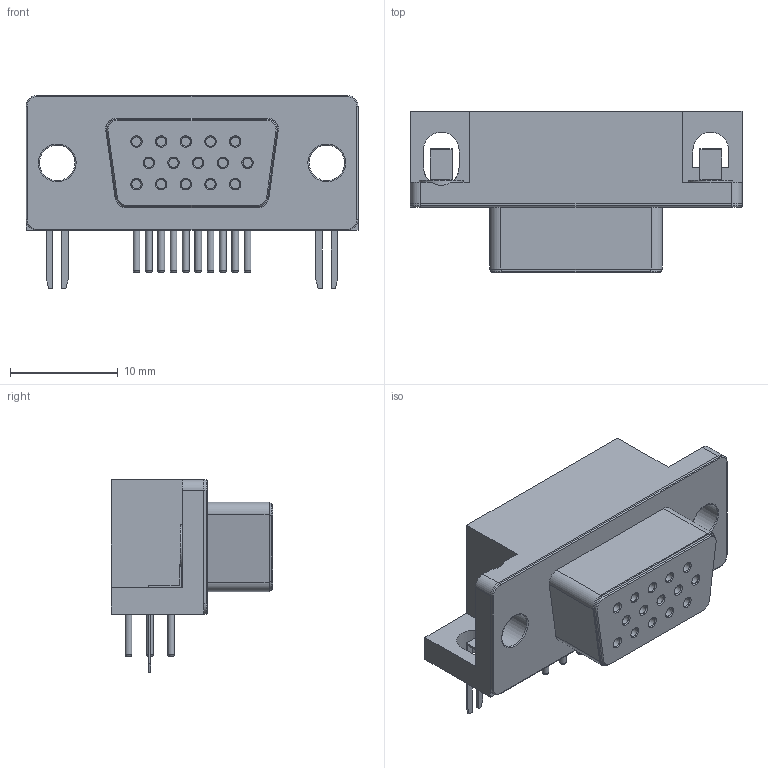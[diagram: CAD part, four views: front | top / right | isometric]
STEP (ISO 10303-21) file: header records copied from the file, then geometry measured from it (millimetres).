
FILE_DESCRIPTION(/* description */ ('model of DSUB-15-HD_Female_Horizontal_P2.29x1.98mm_EdgePinOffset3.03mm_Housed_MountingHolesOffset4.94mm'),/* implementation_level */ '2;1');
FILE_NAME(/* name */ 'DSUB-15-HD_Female_Horizontal_P2.29x1.98mm_EdgePinOffset3.03mm_Housed_MountingHolesOffset4.94mm.step',/* time_stamp */ '2020-01-10T18:38:32',/* author */ ('kicad StepUp','ksu'),/* organization */ ('FreeCAD'),/* preprocessor_version */ 'OCC',/* originating_system */ 'kicad StepUp',/* authorisation */ '');
FILE_SCHEMA(('AUTOMOTIVE_DESIGN { 1 0 10303 214 1 1 1 1 }'));
Length unit declared in the file: millimetre
Products named in the file (1): DSUB-15-HD_Female_Horizontal_P2.29x1.98mm_EdgePinOffset3.03mm_Housed_
MountingHolesOffset4.94mm
Bounding box: 30.8 x 15 x 17.9 mm (x, y, z)
Volume: 3353.6 mm3; surface area: 2341.5 mm2
Topology: 1 solids, 2 shells, 218 faces, 490 edges, 304 vertices
Faces by surface type: plane 108, cylinder 62, cone 23, torus 21, revolution 4
Full cylindrical faces by diameter (mm): 0.64 x15, 0.853 x15, 3.3 x2, 4.1 x2
Entity records: 7829 total; most frequent: CARTESIAN_POINT 1251, DIRECTION 1111, ORIENTED_EDGE 980, EDGE_CURVE 490, AXIS2_PLACEMENT_3D 410, VERTEX_POINT 304, LINE 287, VECTOR 287
